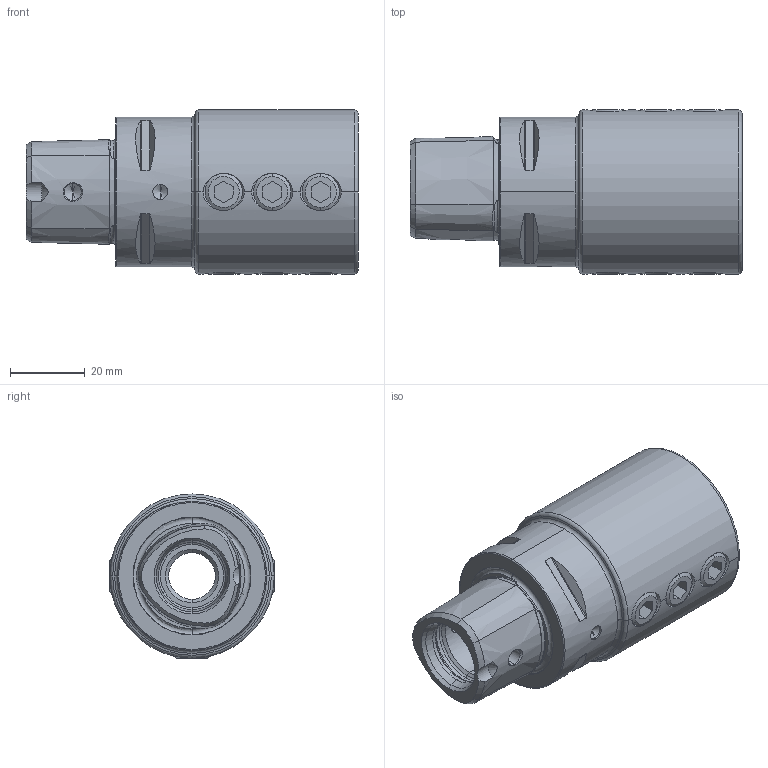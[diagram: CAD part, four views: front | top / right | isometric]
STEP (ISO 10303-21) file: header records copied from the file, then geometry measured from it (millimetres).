
FILE_DESCRIPTION (( 'STEP AP203' ), '1' );
FILE_NAME ('PS4-B20.K01.065.STEP', '2012-04-16T05:52:10', ( 'SwiAdmin' ), ( '' ), 'SwSTEP 2.0', 'SolidWorks 2012', '' );
FILE_SCHEMA (( 'CONFIG_CONTROL_DESIGN' ));
Length unit declared in the file: millimetre
Products named in the file (3): PS4-B20.K01.065; ISO 4026 - M10 x 12_PreviewCfg; PS4-B20.K01.065_A
Assembly tree (10 placements, depth 2):
  PS4-B20.K01.065
    PS4-B20.K01.065_A
    ISO 4026 - M10 x 12_PreviewCfg  x9
Bounding box: 89 x 44 x 44 mm (x, y, z)
Volume: 82477.9 mm3; surface area: 25813 mm2
Topology: 10 solids, 10 shells, 314 faces, 752 edges, 458 vertices
Faces by surface type: cone 102, plane 101, cylinder 67, torus 44
Entity records: 8119 total; most frequent: CARTESIAN_POINT 3027, ORIENTED_EDGE 984, DIRECTION 948, EDGE_CURVE 492, AXIS2_PLACEMENT_3D 395, VERTEX_POINT 298, EDGE_LOOP 212, ADVANCED_FACE 194
